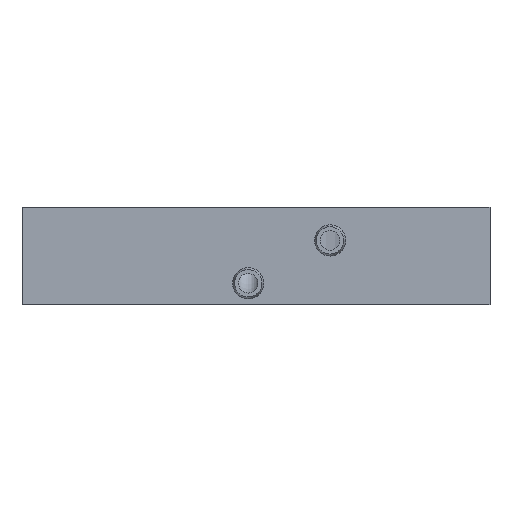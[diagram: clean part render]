
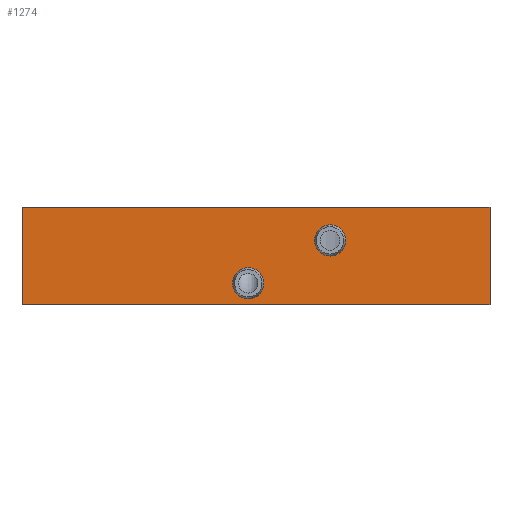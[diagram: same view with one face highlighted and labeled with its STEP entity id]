
A CAD part, front view. The second image highlights one B-rep face of the part: STEP entity #1274.
In plain terms, the highlighted planar face has unit normal (0, -1, 0).
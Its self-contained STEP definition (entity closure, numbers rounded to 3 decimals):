
#70 = PLANE('',#71);
#71 = AXIS2_PLACEMENT_3D('',#72,#73,#74);
#72 = CARTESIAN_POINT('',(60.,-27.5,-12.5));
#73 = DIRECTION('',(0.,0.,1.));
#74 = DIRECTION('',(1.,0.,0.));
#126 = PLANE('',#127);
#127 = AXIS2_PLACEMENT_3D('',#128,#129,#130);
#128 = CARTESIAN_POINT('',(60.,-27.5,12.5));
#129 = DIRECTION('',(0.,0.,1.));
#130 = DIRECTION('',(1.,0.,0.));
#152 = PLANE('',#153);
#153 = AXIS2_PLACEMENT_3D('',#154,#155,#156);
#154 = CARTESIAN_POINT('',(120.,20.,-12.5));
#155 = DIRECTION('',(1.,0.,0.));
#156 = DIRECTION('',(0.,-1.,0.));
#475 = VERTEX_POINT('',#476);
#476 = CARTESIAN_POINT('',(0.,-75.,-12.5));
#490 = PLANE('',#491);
#491 = AXIS2_PLACEMENT_3D('',#492,#493,#494);
#492 = CARTESIAN_POINT('',(0.,-75.,-12.5));
#493 = DIRECTION('',(-1.,0.,0.));
#494 = DIRECTION('',(0.,1.,0.));
#502 = EDGE_CURVE('',#503,#475,#505,.T.);
#503 = VERTEX_POINT('',#504);
#504 = CARTESIAN_POINT('',(120.,-75.,-12.5));
#505 = SURFACE_CURVE('',#506,(#510,#517),.PCURVE_S1.);
#506 = LINE('',#507,#508);
#507 = CARTESIAN_POINT('',(120.,-75.,-12.5));
#508 = VECTOR('',#509,1.);
#509 = DIRECTION('',(-1.,0.,0.));
#510 = PCURVE('',#70,#511);
#511 = DEFINITIONAL_REPRESENTATION('',(#512),#516);
#512 = LINE('',#513,#514);
#513 = CARTESIAN_POINT('',(60.,-47.5));
#514 = VECTOR('',#515,1.);
#515 = DIRECTION('',(-1.,0.));
#516 = ( GEOMETRIC_REPRESENTATION_CONTEXT(2) 
PARAMETRIC_REPRESENTATION_CONTEXT() REPRESENTATION_CONTEXT('2D SPACE',''
  ) );
#517 = PCURVE('',#518,#523);
#518 = PLANE('',#519);
#519 = AXIS2_PLACEMENT_3D('',#520,#521,#522);
#520 = CARTESIAN_POINT('',(120.,-75.,-12.5));
#521 = DIRECTION('',(0.,-1.,0.));
#522 = DIRECTION('',(-1.,0.,0.));
#523 = DEFINITIONAL_REPRESENTATION('',(#524),#528);
#524 = LINE('',#525,#526);
#525 = CARTESIAN_POINT('',(0.,-0.));
#526 = VECTOR('',#527,1.);
#527 = DIRECTION('',(1.,0.));
#528 = ( GEOMETRIC_REPRESENTATION_CONTEXT(2) 
PARAMETRIC_REPRESENTATION_CONTEXT() REPRESENTATION_CONTEXT('2D SPACE',''
  ) );
#719 = VERTEX_POINT('',#720);
#720 = CARTESIAN_POINT('',(120.,-75.,12.5));
#741 = EDGE_CURVE('',#503,#719,#742,.T.);
#742 = SURFACE_CURVE('',#743,(#747,#754),.PCURVE_S1.);
#743 = LINE('',#744,#745);
#744 = CARTESIAN_POINT('',(120.,-75.,-12.5));
#745 = VECTOR('',#746,1.);
#746 = DIRECTION('',(0.,0.,1.));
#747 = PCURVE('',#152,#748);
#748 = DEFINITIONAL_REPRESENTATION('',(#749),#753);
#749 = LINE('',#750,#751);
#750 = CARTESIAN_POINT('',(95.,0.));
#751 = VECTOR('',#752,1.);
#752 = DIRECTION('',(0.,-1.));
#753 = ( GEOMETRIC_REPRESENTATION_CONTEXT(2) 
PARAMETRIC_REPRESENTATION_CONTEXT() REPRESENTATION_CONTEXT('2D SPACE',''
  ) );
#754 = PCURVE('',#518,#755);
#755 = DEFINITIONAL_REPRESENTATION('',(#756),#760);
#756 = LINE('',#757,#758);
#757 = CARTESIAN_POINT('',(0.,-0.));
#758 = VECTOR('',#759,1.);
#759 = DIRECTION('',(0.,-1.));
#760 = ( GEOMETRIC_REPRESENTATION_CONTEXT(2) 
PARAMETRIC_REPRESENTATION_CONTEXT() REPRESENTATION_CONTEXT('2D SPACE',''
  ) );
#998 = VERTEX_POINT('',#999);
#999 = CARTESIAN_POINT('',(0.,-75.,12.5));
#1020 = EDGE_CURVE('',#719,#998,#1021,.T.);
#1021 = SURFACE_CURVE('',#1022,(#1026,#1033),.PCURVE_S1.);
#1022 = LINE('',#1023,#1024);
#1023 = CARTESIAN_POINT('',(120.,-75.,12.5));
#1024 = VECTOR('',#1025,1.);
#1025 = DIRECTION('',(-1.,0.,0.));
#1026 = PCURVE('',#126,#1027);
#1027 = DEFINITIONAL_REPRESENTATION('',(#1028),#1032);
#1028 = LINE('',#1029,#1030);
#1029 = CARTESIAN_POINT('',(60.,-47.5));
#1030 = VECTOR('',#1031,1.);
#1031 = DIRECTION('',(-1.,0.));
#1032 = ( GEOMETRIC_REPRESENTATION_CONTEXT(2) 
PARAMETRIC_REPRESENTATION_CONTEXT() REPRESENTATION_CONTEXT('2D SPACE',''
  ) );
#1033 = PCURVE('',#518,#1034);
#1034 = DEFINITIONAL_REPRESENTATION('',(#1035),#1039);
#1035 = LINE('',#1036,#1037);
#1036 = CARTESIAN_POINT('',(0.,-25.));
#1037 = VECTOR('',#1038,1.);
#1038 = DIRECTION('',(1.,0.));
#1039 = ( GEOMETRIC_REPRESENTATION_CONTEXT(2) 
PARAMETRIC_REPRESENTATION_CONTEXT() REPRESENTATION_CONTEXT('2D SPACE',''
  ) );
#1274 = ADVANCED_FACE('',(#1275,#1301,#1332),#518,.T.);
#1275 = FACE_BOUND('',#1276,.T.);
#1276 = EDGE_LOOP('',(#1277,#1278,#1279,#1300));
#1277 = ORIENTED_EDGE('',*,*,#741,.T.);
#1278 = ORIENTED_EDGE('',*,*,#1020,.T.);
#1279 = ORIENTED_EDGE('',*,*,#1280,.F.);
#1280 = EDGE_CURVE('',#475,#998,#1281,.T.);
#1281 = SURFACE_CURVE('',#1282,(#1286,#1293),.PCURVE_S1.);
#1282 = LINE('',#1283,#1284);
#1283 = CARTESIAN_POINT('',(0.,-75.,-12.5));
#1284 = VECTOR('',#1285,1.);
#1285 = DIRECTION('',(0.,0.,1.));
#1286 = PCURVE('',#518,#1287);
#1287 = DEFINITIONAL_REPRESENTATION('',(#1288),#1292);
#1288 = LINE('',#1289,#1290);
#1289 = CARTESIAN_POINT('',(120.,0.));
#1290 = VECTOR('',#1291,1.);
#1291 = DIRECTION('',(0.,-1.));
#1292 = ( GEOMETRIC_REPRESENTATION_CONTEXT(2) 
PARAMETRIC_REPRESENTATION_CONTEXT() REPRESENTATION_CONTEXT('2D SPACE',''
  ) );
#1293 = PCURVE('',#490,#1294);
#1294 = DEFINITIONAL_REPRESENTATION('',(#1295),#1299);
#1295 = LINE('',#1296,#1297);
#1296 = CARTESIAN_POINT('',(0.,0.));
#1297 = VECTOR('',#1298,1.);
#1298 = DIRECTION('',(0.,-1.));
#1299 = ( GEOMETRIC_REPRESENTATION_CONTEXT(2) 
PARAMETRIC_REPRESENTATION_CONTEXT() REPRESENTATION_CONTEXT('2D SPACE',''
  ) );
#1300 = ORIENTED_EDGE('',*,*,#502,.F.);
#1301 = FACE_BOUND('',#1302,.T.);
#1302 = EDGE_LOOP('',(#1303));
#1303 = ORIENTED_EDGE('',*,*,#1304,.F.);
#1304 = EDGE_CURVE('',#1305,#1305,#1307,.T.);
#1305 = VERTEX_POINT('',#1306);
#1306 = CARTESIAN_POINT('',(81.5,-75.,4.));
#1307 = SURFACE_CURVE('',#1308,(#1313,#1320),.PCURVE_S1.);
#1308 = CIRCLE('',#1309,2.5);
#1309 = AXIS2_PLACEMENT_3D('',#1310,#1311,#1312);
#1310 = CARTESIAN_POINT('',(79.,-75.,4.));
#1311 = DIRECTION('',(0.,-1.,0.));
#1312 = DIRECTION('',(1.,0.,0.));
#1313 = PCURVE('',#518,#1314);
#1314 = DEFINITIONAL_REPRESENTATION('',(#1315),#1319);
#1315 = CIRCLE('',#1316,2.5);
#1316 = AXIS2_PLACEMENT_2D('',#1317,#1318);
#1317 = CARTESIAN_POINT('',(41.,-16.5));
#1318 = DIRECTION('',(-1.,-0.));
#1319 = ( GEOMETRIC_REPRESENTATION_CONTEXT(2) 
PARAMETRIC_REPRESENTATION_CONTEXT() REPRESENTATION_CONTEXT('2D SPACE',''
  ) );
#1320 = PCURVE('',#1321,#1326);
#1321 = CYLINDRICAL_SURFACE('',#1322,2.5);
#1322 = AXIS2_PLACEMENT_3D('',#1323,#1324,#1325);
#1323 = CARTESIAN_POINT('',(79.,-72.5,4.));
#1324 = DIRECTION('',(0.,1.,0.));
#1325 = DIRECTION('',(1.,0.,0.));
#1326 = DEFINITIONAL_REPRESENTATION('',(#1327),#1331);
#1327 = LINE('',#1328,#1329);
#1328 = CARTESIAN_POINT('',(-0.,-2.5));
#1329 = VECTOR('',#1330,1.);
#1330 = DIRECTION('',(-1.,0.));
#1331 = ( GEOMETRIC_REPRESENTATION_CONTEXT(2) 
PARAMETRIC_REPRESENTATION_CONTEXT() REPRESENTATION_CONTEXT('2D SPACE',''
  ) );
#1332 = FACE_BOUND('',#1333,.T.);
#1333 = EDGE_LOOP('',(#1334));
#1334 = ORIENTED_EDGE('',*,*,#1335,.T.);
#1335 = EDGE_CURVE('',#1336,#1336,#1338,.T.);
#1336 = VERTEX_POINT('',#1337);
#1337 = CARTESIAN_POINT('',(58.,-75.,-9.5));
#1338 = SURFACE_CURVE('',#1339,(#1344,#1355),.PCURVE_S1.);
#1339 = CIRCLE('',#1340,2.5);
#1340 = AXIS2_PLACEMENT_3D('',#1341,#1342,#1343);
#1341 = CARTESIAN_POINT('',(58.,-75.,-7.));
#1342 = DIRECTION('',(0.,1.,0.));
#1343 = DIRECTION('',(0.,0.,-1.));
#1344 = PCURVE('',#518,#1345);
#1345 = DEFINITIONAL_REPRESENTATION('',(#1346),#1354);
#1346 = ( BOUNDED_CURVE() B_SPLINE_CURVE(2,(#1347,#1348,#1349,#1350,
#1351,#1352,#1353),.UNSPECIFIED.,.T.,.F.) B_SPLINE_CURVE_WITH_KNOTS((1,2
    ,2,2,2,1),(-2.094,0.,2.094,4.189,
6.283,8.378),.UNSPECIFIED.) CURVE() 
GEOMETRIC_REPRESENTATION_ITEM() RATIONAL_B_SPLINE_CURVE((1.,0.5,1.,0.5,
1.,0.5,1.)) REPRESENTATION_ITEM('') );
#1347 = CARTESIAN_POINT('',(62.,-3.));
#1348 = CARTESIAN_POINT('',(66.33,-3.));
#1349 = CARTESIAN_POINT('',(64.165,-6.75));
#1350 = CARTESIAN_POINT('',(62.,-10.5));
#1351 = CARTESIAN_POINT('',(59.835,-6.75));
#1352 = CARTESIAN_POINT('',(57.67,-3.));
#1353 = CARTESIAN_POINT('',(62.,-3.));
#1354 = ( GEOMETRIC_REPRESENTATION_CONTEXT(2) 
PARAMETRIC_REPRESENTATION_CONTEXT() REPRESENTATION_CONTEXT('2D SPACE',''
  ) );
#1355 = PCURVE('',#1356,#1361);
#1356 = CYLINDRICAL_SURFACE('',#1357,2.5);
#1357 = AXIS2_PLACEMENT_3D('',#1358,#1359,#1360);
#1358 = CARTESIAN_POINT('',(58.,-75.,-7.));
#1359 = DIRECTION('',(0.,-1.,0.));
#1360 = DIRECTION('',(0.,0.,-1.));
#1361 = DEFINITIONAL_REPRESENTATION('',(#1362),#1366);
#1362 = LINE('',#1363,#1364);
#1363 = CARTESIAN_POINT('',(-0.,0.));
#1364 = VECTOR('',#1365,1.);
#1365 = DIRECTION('',(-1.,0.));
#1366 = ( GEOMETRIC_REPRESENTATION_CONTEXT(2) 
PARAMETRIC_REPRESENTATION_CONTEXT() REPRESENTATION_CONTEXT('2D SPACE',''
  ) );
